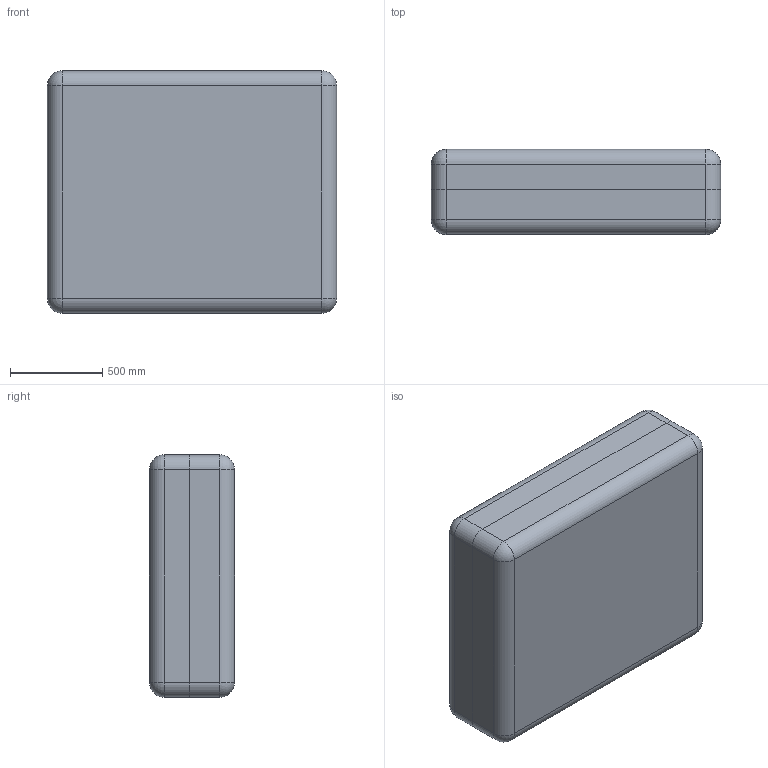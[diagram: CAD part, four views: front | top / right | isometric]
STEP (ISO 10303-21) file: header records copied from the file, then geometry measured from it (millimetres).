
FILE_DESCRIPTION (( 'STEP AP214' ), '1' );
FILE_NAME ('Òðàíñïîðòíûé êîíòåéíåð ÀÄÌÈÐÀË® ÏÐÎÔÅÑÑÈÎÍÀËÜÍÛÅ 245_óïðîùåííàÿ 3D-ìîäåëü.STEP', '2025-09-15T13:58:17', ( '' ), ( '' ), 'SwSTEP 2.0', 'SolidWorks 2021', '' );
FILE_SCHEMA (( 'AUTOMOTIVE_DESIGN' ));
Products named in the file (3): Lid_245; Òðàíñïîðòíûé êîíòåéíåð ÀÄÌÈÐÀË® ÏÐÎÔÅÑÑÈÎÍÀËÜÍÛÅ 245_óïðîùåííàÿ 3D-ìîäåëü; Base_245
Assembly tree (2 placements, depth 2):
  Òðàíñïîðòíûé êîíòåéíåð ÀÄÌÈÐÀË® ÏÐÎÔÅÑÑÈÎÍÀËÜÍÛÅ 245_óïðîùåííàÿ 3D-ìîäåëü
    Base_245
    Lid_245
Bounding box: 1565.9 x 460.09 x 1312.06 mm (x, y, z)
Volume: 360860034.8 mm3; surface area: 14869044.8 mm2
Topology: 2 solids, 2 shells, 3509 faces, 8677 edges, 4994 vertices
Faces by surface type: cylinder 1405, bspline 900, plane 682, torus 410, sphere 80, cone 32
Entity records: 182157 total; most frequent: CARTESIAN_POINT 106929, ORIENTED_EDGE 16954, DIRECTION 14701, EDGE_CURVE 8477, AXIS2_PLACEMENT_3D 5740, VERTEX_POINT 4994, EDGE_LOOP 3531, ADVANCED_FACE 3509
